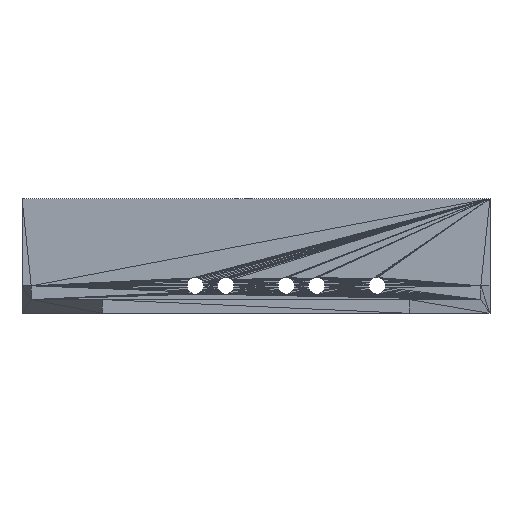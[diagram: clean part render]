
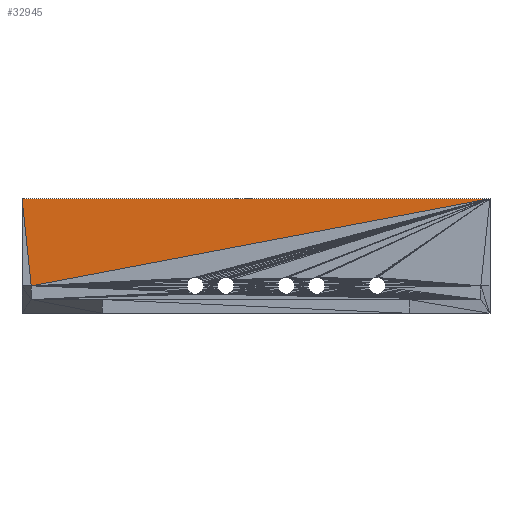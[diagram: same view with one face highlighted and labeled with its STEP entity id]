
A CAD part, front view. The second image highlights one B-rep face of the part: STEP entity #32945.
In plain terms, the highlighted planar face has unit normal (0, -1, 0).
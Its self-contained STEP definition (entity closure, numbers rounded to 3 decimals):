
#9127 = VERTEX_POINT('',#9128);
#9128 = CARTESIAN_POINT('',(-49.,63.,6.));
#11156 = VERTEX_POINT('',#11157);
#11157 = CARTESIAN_POINT('',(51.,63.,25.));
#20690 = VERTEX_POINT('',#20691);
#20691 = CARTESIAN_POINT('',(-51.,63.,25.));
#20705 = PLANE('',#20706);
#20706 = AXIS2_PLACEMENT_3D('',#20707,#20708,#20709);
#20707 = CARTESIAN_POINT('',(-51.,63.,6.));
#20708 = DIRECTION('',(0.,1.,0.));
#20709 = DIRECTION('',(0.,-0.,1.));
#20761 = PLANE('',#20762);
#20762 = AXIS2_PLACEMENT_3D('',#20763,#20764,#20765);
#20763 = CARTESIAN_POINT('',(-51.,65.,25.));
#20764 = DIRECTION('',(0.,0.,-1.));
#20765 = DIRECTION('',(-1.,0.,-0.));
#32876 = EDGE_CURVE('',#20690,#11156,#32877,.T.);
#32877 = SURFACE_CURVE('',#32878,(#32882,#32889),.PCURVE_S1.);
#32878 = LINE('',#32879,#32880);
#32879 = CARTESIAN_POINT('',(-51.,63.,25.));
#32880 = VECTOR('',#32881,1.);
#32881 = DIRECTION('',(1.,0.,0.));
#32882 = PCURVE('',#20761,#32883);
#32883 = DEFINITIONAL_REPRESENTATION('',(#32884),#32888);
#32884 = LINE('',#32885,#32886);
#32885 = CARTESIAN_POINT('',(-0.,-2.));
#32886 = VECTOR('',#32887,1.);
#32887 = DIRECTION('',(-1.,0.));
#32888 = ( GEOMETRIC_REPRESENTATION_CONTEXT(2) 
PARAMETRIC_REPRESENTATION_CONTEXT() REPRESENTATION_CONTEXT('2D SPACE',''
  ) );
#32889 = PCURVE('',#32890,#32895);
#32890 = PLANE('',#32891);
#32891 = AXIS2_PLACEMENT_3D('',#32892,#32893,#32894);
#32892 = CARTESIAN_POINT('',(-51.,63.,25.));
#32893 = DIRECTION('',(-0.,1.,0.));
#32894 = DIRECTION('',(0.,0.,1.));
#32895 = DEFINITIONAL_REPRESENTATION('',(#32896),#32899);
#32896 = B_SPLINE_CURVE_WITH_KNOTS('',1,(#32897,#32898),.UNSPECIFIED.,
  .F.,.F.,(2,2),(0.,102.),.PIECEWISE_BEZIER_KNOTS.);
#32897 = CARTESIAN_POINT('',(0.,0.));
#32898 = CARTESIAN_POINT('',(0.,102.));
#32899 = ( GEOMETRIC_REPRESENTATION_CONTEXT(2) 
PARAMETRIC_REPRESENTATION_CONTEXT() REPRESENTATION_CONTEXT('2D SPACE',''
  ) );
#32945 = ADVANCED_FACE('',(#32946),#32890,.F.);
#32946 = FACE_BOUND('',#32947,.T.);
#32947 = EDGE_LOOP('',(#32948,#32968,#32993));
#32948 = ORIENTED_EDGE('',*,*,#32949,.T.);
#32949 = EDGE_CURVE('',#20690,#9127,#32950,.T.);
#32950 = SURFACE_CURVE('',#32951,(#32955,#32962),.PCURVE_S1.);
#32951 = LINE('',#32952,#32953);
#32952 = CARTESIAN_POINT('',(-51.,63.,25.));
#32953 = VECTOR('',#32954,1.);
#32954 = DIRECTION('',(0.105,0.,-0.995));
#32955 = PCURVE('',#32890,#32956);
#32956 = DEFINITIONAL_REPRESENTATION('',(#32957),#32961);
#32957 = LINE('',#32958,#32959);
#32958 = CARTESIAN_POINT('',(0.,0.));
#32959 = VECTOR('',#32960,1.);
#32960 = DIRECTION('',(-0.995,0.105));
#32961 = ( GEOMETRIC_REPRESENTATION_CONTEXT(2) 
PARAMETRIC_REPRESENTATION_CONTEXT() REPRESENTATION_CONTEXT('2D SPACE',''
  ) );
#32962 = PCURVE('',#20705,#32963);
#32963 = DEFINITIONAL_REPRESENTATION('',(#32964),#32967);
#32964 = B_SPLINE_CURVE_WITH_KNOTS('',1,(#32965,#32966),.UNSPECIFIED.,
  .F.,.F.,(2,2),(0.,19.105),.PIECEWISE_BEZIER_KNOTS.);
#32965 = CARTESIAN_POINT('',(19.,0.));
#32966 = CARTESIAN_POINT('',(0.,2.));
#32967 = ( GEOMETRIC_REPRESENTATION_CONTEXT(2) 
PARAMETRIC_REPRESENTATION_CONTEXT() REPRESENTATION_CONTEXT('2D SPACE',''
  ) );
#32968 = ORIENTED_EDGE('',*,*,#32969,.T.);
#32969 = EDGE_CURVE('',#9127,#11156,#32970,.T.);
#32970 = SURFACE_CURVE('',#32971,(#32975,#32982),.PCURVE_S1.);
#32971 = LINE('',#32972,#32973);
#32972 = CARTESIAN_POINT('',(-49.,63.,6.));
#32973 = VECTOR('',#32974,1.);
#32974 = DIRECTION('',(0.982,0.,0.187));
#32975 = PCURVE('',#32890,#32976);
#32976 = DEFINITIONAL_REPRESENTATION('',(#32977),#32981);
#32977 = LINE('',#32978,#32979);
#32978 = CARTESIAN_POINT('',(-19.,2.));
#32979 = VECTOR('',#32980,1.);
#32980 = DIRECTION('',(0.187,0.982));
#32981 = ( GEOMETRIC_REPRESENTATION_CONTEXT(2) 
PARAMETRIC_REPRESENTATION_CONTEXT() REPRESENTATION_CONTEXT('2D SPACE',''
  ) );
#32982 = PCURVE('',#32983,#32988);
#32983 = PLANE('',#32984);
#32984 = AXIS2_PLACEMENT_3D('',#32985,#32986,#32987);
#32985 = CARTESIAN_POINT('',(51.,63.,25.));
#32986 = DIRECTION('',(0.,1.,0.));
#32987 = DIRECTION('',(0.,-0.,1.));
#32988 = DEFINITIONAL_REPRESENTATION('',(#32989),#32992);
#32989 = B_SPLINE_CURVE_WITH_KNOTS('',1,(#32990,#32991),.UNSPECIFIED.,
  .F.,.F.,(2,2),(0.,101.789),.PIECEWISE_BEZIER_KNOTS.);
#32990 = CARTESIAN_POINT('',(-19.,-100.));
#32991 = CARTESIAN_POINT('',(0.,0.));
#32992 = ( GEOMETRIC_REPRESENTATION_CONTEXT(2) 
PARAMETRIC_REPRESENTATION_CONTEXT() REPRESENTATION_CONTEXT('2D SPACE',''
  ) );
#32993 = ORIENTED_EDGE('',*,*,#32876,.F.);
